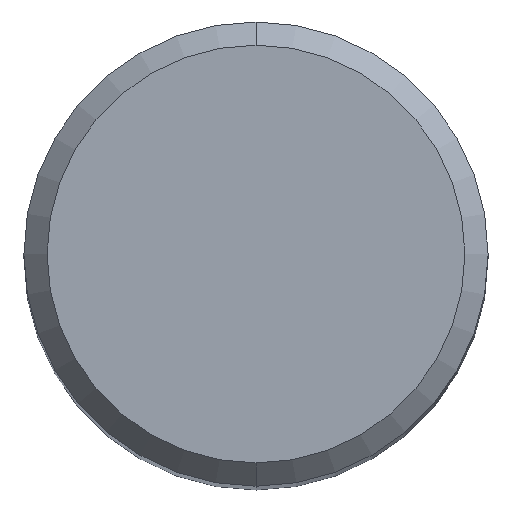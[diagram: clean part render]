
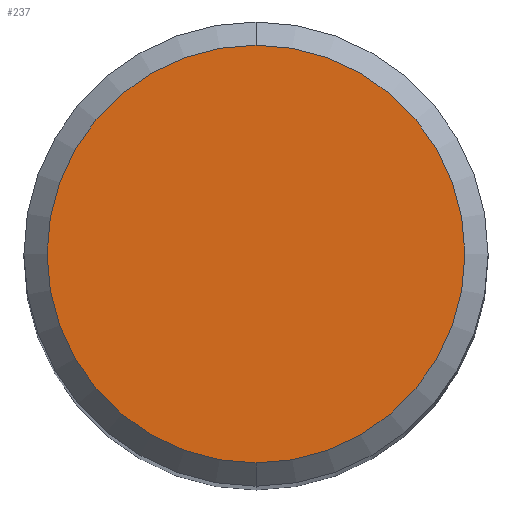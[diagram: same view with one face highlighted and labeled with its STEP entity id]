
A CAD part, top view. The second image highlights one B-rep face of the part: STEP entity #237.
In plain terms, the highlighted planar face has unit normal (0, 0, 1).
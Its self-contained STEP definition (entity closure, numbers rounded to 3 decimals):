
#237=ADVANCED_FACE('',(#551),#552,.T.);
#281=VERTEX_POINT('',#601);
#333=EDGE_CURVE('',#281,#391,#659,.T.);
#391=VERTEX_POINT('',#724);
#415=EDGE_CURVE('',#391,#281,#750,.T.);
#551=FACE_OUTER_BOUND('',#912,.T.);
#552=PLANE('',#913);
#601=CARTESIAN_POINT('',(0.,-3.6,0.0));
#659=CIRCLE('',#1118,3.6);
#724=CARTESIAN_POINT('',(0.0,3.6,0.0));
#750=CIRCLE('',#1318,3.6);
#912=EDGE_LOOP('',(#1543,#1544));
#913=AXIS2_PLACEMENT_3D('',#1545,#1546,#1547);
#1118=AXIS2_PLACEMENT_3D('',#1676,#1677,#1678);
#1318=AXIS2_PLACEMENT_3D('',#1778,#1779,#1780);
#1543=ORIENTED_EDGE('',*,*,#415,.F.);
#1544=ORIENTED_EDGE('',*,*,#333,.F.);
#1545=CARTESIAN_POINT('',(0.0,1.8,0.0));
#1546=DIRECTION('',(-0.0,0.0,1.0));
#1547=DIRECTION('',(0.0,-1.0,0.0));
#1676=CARTESIAN_POINT('',(0.0,0.0,0.0));
#1677=DIRECTION('',(0.0,0.0,-1.0));
#1678=DIRECTION('',(0.0,1.0,0.0));
#1778=CARTESIAN_POINT('',(0.0,0.0,0.0));
#1779=DIRECTION('',(0.0,0.0,-1.0));
#1780=DIRECTION('',(0.0,1.0,0.0));
